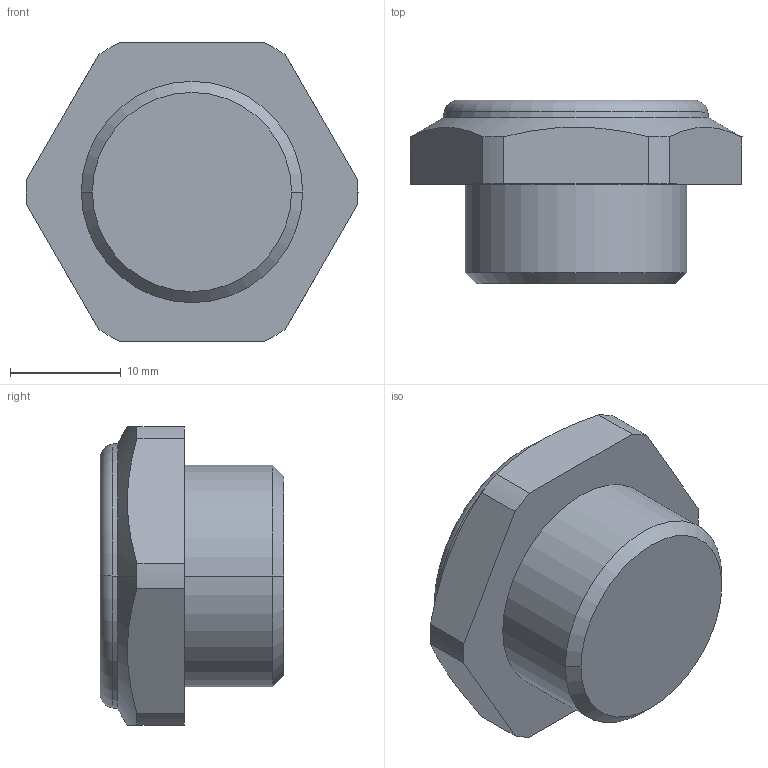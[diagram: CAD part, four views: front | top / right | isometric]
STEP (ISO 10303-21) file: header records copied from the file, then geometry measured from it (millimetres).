
FILE_DESCRIPTION((''),'2;1');
FILE_NAME('2196400','2008-09-15T',('igor.lovrinovic'),(''),'PRO/ENGINEER BY PARAMETRIC TECHNOLOGY CORPORATION, 2007390','PRO/ENGINEER BY PARAMETRIC TECHNOLOGY CORPORATION, 2007390','');
FILE_SCHEMA(('CONFIG_CONTROL_DESIGN'));
Length unit declared in the file: millimetre
Products named in the file (1): 2196400
Bounding box: 30 x 16.59 x 27 mm (x, y, z)
Volume: 6731.2 mm3; surface area: 2363.4 mm2
Topology: 1 solids, 1 shells, 27 faces, 64 edges, 40 vertices
Faces by surface type: plane 9, cylinder 8, cone 6, torus 4
Entity records: 860 total; most frequent: CARTESIAN_POINT 179, DIRECTION 144, ORIENTED_EDGE 128, EDGE_CURVE 64, AXIS2_PLACEMENT_3D 59, VERTEX_POINT 40, CIRCLE 32, EDGE_LOOP 28
